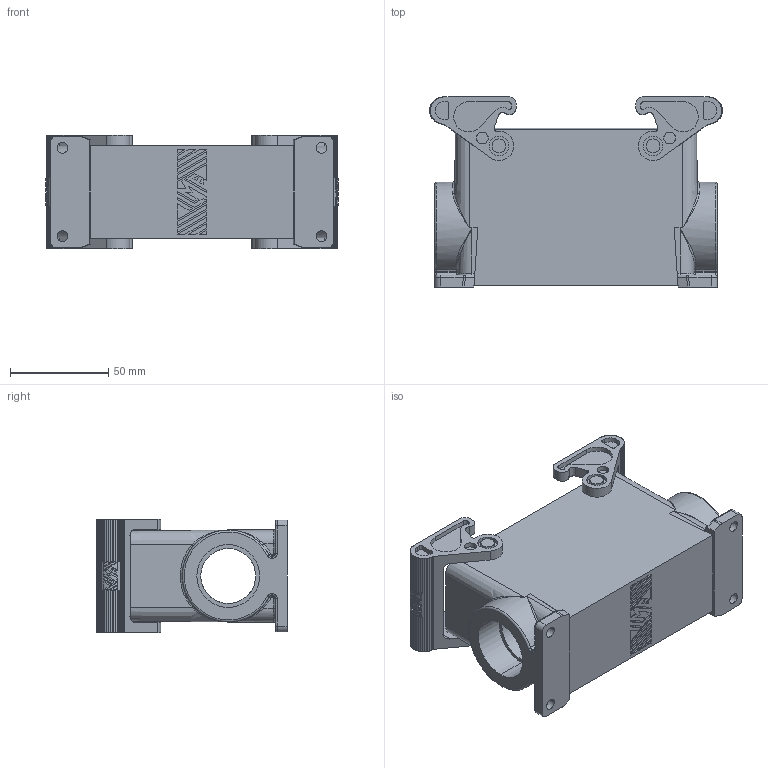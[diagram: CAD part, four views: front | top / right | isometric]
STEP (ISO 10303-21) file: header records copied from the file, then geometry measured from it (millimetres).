
FILE_DESCRIPTION(('Creo Elements/Direct Modeling STEP Export'),'2;1');
FILE_NAME('0ln7uvk53b7c20a4816','2020-06-22T14:48:16',(''),(''),'Creo Elements/Direct Modeling STEP processor for AP214 (Solid Model)','Creo Elements/Direct Modeling 20.1B 02-Apr-2019 (C) Parametric Technology GmbH','');
FILE_SCHEMA(('AUTOMOTIVE_DESIGN { 1 0 10303 214 1 1 1 1 }'));
Products named in the file (2): TMAP24.232B
Assembly tree (1 placements, depth 2):
  TMAP24.232B
    TMAP24.232B
Bounding box: 149.1 x 96.9 x 58 mm (x, y, z)
Volume: 234878.3 mm3; surface area: 86542.7 mm2
Topology: 1 solids, 9 shells, 963 faces, 2661 edges, 1736 vertices
Faces by surface type: plane 549, cylinder 282, bspline 82, torus 26, cone 24
Entity records: 42473 total; most frequent: CARTESIAN_POINT 19432, ORIENTED_EDGE 5314, DIRECTION 4282, EDGE_CURVE 2657, VERTEX_POINT 1736, VECTOR 1466, LINE 1466, AXIS2_PLACEMENT_3D 1408
